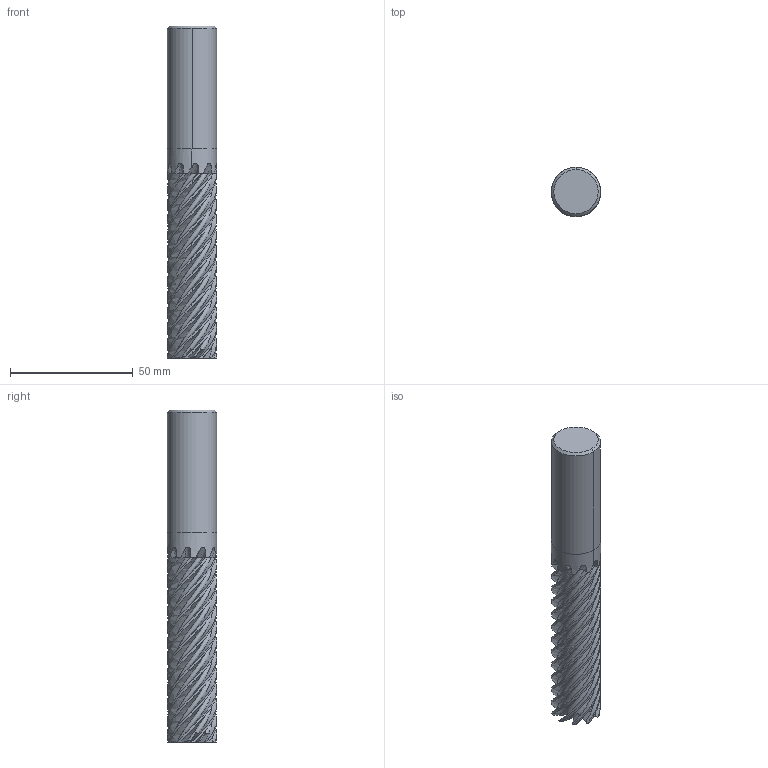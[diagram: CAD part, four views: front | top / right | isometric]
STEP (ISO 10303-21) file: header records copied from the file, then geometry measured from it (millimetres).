
FILE_DESCRIPTION(('no description'),'unknown implementation level');
FILE_NAME('K201533-20X75-Detail.stp',' ',('CIMSOURCE GmbH'),('CADClick - KiM GmbH - www.kimweb.de'),'unknown preprocess','ACIS','unknown authorization');
FILE_SCHEMA(('automotive_design'));
Length unit declared in the file: millimetre
Products named in the file (2): NOCUT; CUT
Bounding box: 20 x 20 x 135 mm (x, y, z)
Volume: 34659.4 mm3; surface area: 17357.5 mm2
Topology: 2 solids, 2 shells, 274 faces, 806 edges, 536 vertices
Faces by surface type: plane 104, bspline 80, revolution 40, cone 38, cylinder 12
Entity records: 70277 total; most frequent: CARTESIAN_POINT 54890, STYLED_ITEM 1618, PRESENTATION_STYLE_ASSIGNMENT 1618, COLOUR_RGB 1618, ORIENTED_EDGE 1612, DIRECTION 978, EDGE_CURVE 806, CURVE_STYLE 806
